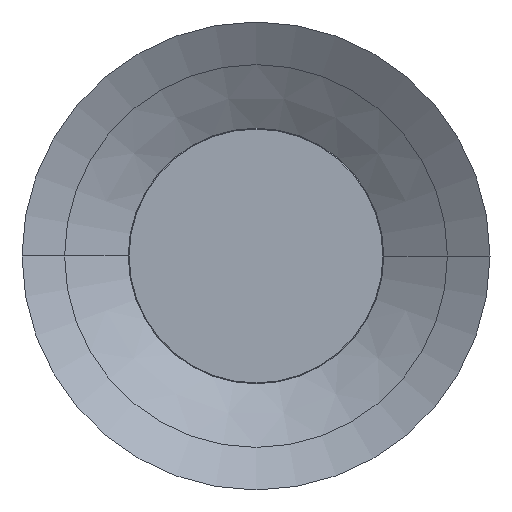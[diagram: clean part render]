
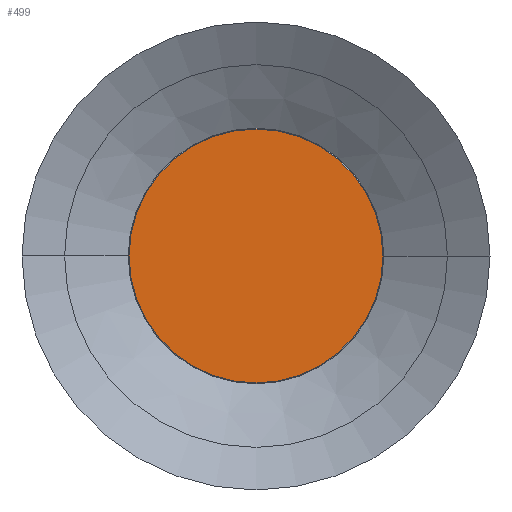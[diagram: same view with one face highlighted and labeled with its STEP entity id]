
A CAD part, front view. The second image highlights one B-rep face of the part: STEP entity #499.
In plain terms, the highlighted planar face has unit normal (0, -1, 0).
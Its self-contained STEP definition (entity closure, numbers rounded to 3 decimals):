
#106 = EDGE_LOOP ( 'NONE', ( #1154, #808 ) ) ;
#173 = EDGE_CURVE ( 'NONE', #447, #665, #1153, .T. ) ;
#201 = CARTESIAN_POINT ( 'NONE',  ( -5.432, 33.4, 0. ) ) ;
#245 = CARTESIAN_POINT ( 'NONE',  ( -3.139, 33.4, 0. ) ) ;
#274 = EDGE_CURVE ( 'NONE', #665, #447, #1234, .T. ) ;
#447 = VERTEX_POINT ( 'NONE', #245 ) ;
#499 = ADVANCED_FACE ( 'NONE', ( #549 ), #1359, .T. ) ;
#549 = FACE_OUTER_BOUND ( 'NONE', #106, .T. ) ;
#653 = CARTESIAN_POINT ( 'NONE',  ( -5.432, 33.4, 0. ) ) ;
#665 = VERTEX_POINT ( 'NONE', #1280 ) ;
#668 = CARTESIAN_POINT ( 'NONE',  ( -5.432, 33.4, 0. ) ) ;
#803 = DIRECTION ( 'NONE',  ( 0., -1., 0. ) ) ;
#808 = ORIENTED_EDGE ( 'NONE', *, *, #274, .T. ) ;
#923 = DIRECTION ( 'NONE',  ( 0., -1., 0. ) ) ;
#959 = AXIS2_PLACEMENT_3D ( 'NONE', #668, #803, #1124 ) ;
#970 = DIRECTION ( 'NONE',  ( 1., 0., 0. ) ) ;
#1020 = AXIS2_PLACEMENT_3D ( 'NONE', #201, #923, #1122 ) ;
#1116 = DIRECTION ( 'NONE',  ( 0., -1., 0. ) ) ;
#1122 = DIRECTION ( 'NONE',  ( 1., 0., 0. ) ) ;
#1124 = DIRECTION ( 'NONE',  ( 1., 0., 0. ) ) ;
#1153 = CIRCLE ( 'NONE', #959, 2.293 ) ;
#1154 = ORIENTED_EDGE ( 'NONE', *, *, #173, .T. ) ;
#1234 = CIRCLE ( 'NONE', #1428, 2.293 ) ;
#1280 = CARTESIAN_POINT ( 'NONE',  ( -7.724, 33.4, 0. ) ) ;
#1359 = PLANE ( 'NONE',  #1020 ) ;
#1428 = AXIS2_PLACEMENT_3D ( 'NONE', #653, #1116, #970 ) ;
